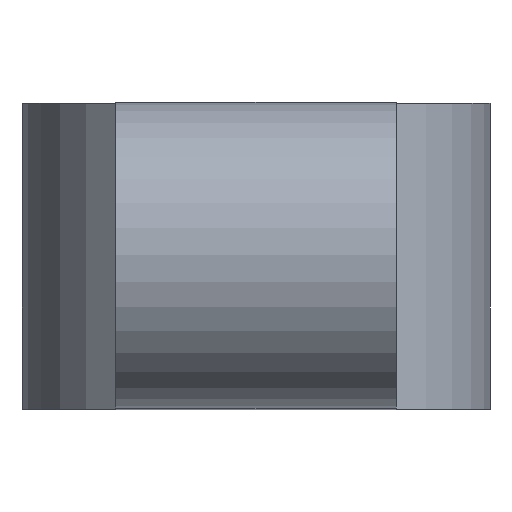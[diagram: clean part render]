
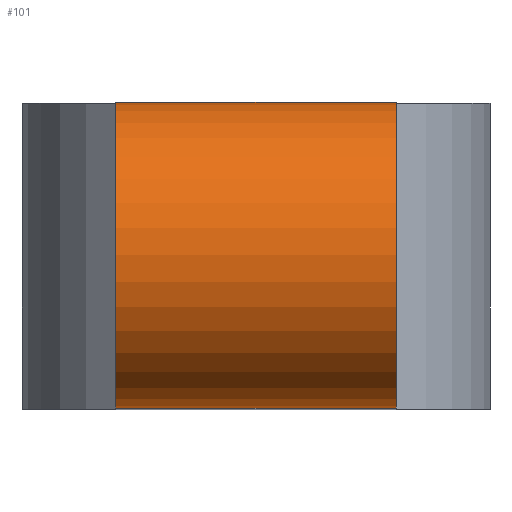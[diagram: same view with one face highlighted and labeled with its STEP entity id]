
A CAD part, top view. The second image highlights one B-rep face of the part: STEP entity #101.
In plain terms, the highlighted cylindrical face has radius 30 mm (diameter 60 mm), a partial arc.
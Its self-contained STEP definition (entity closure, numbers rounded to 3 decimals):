
#23=FACE_OUTER_BOUND('',#29,.T.);
#29=EDGE_LOOP('',(#87,#88,#89,#90));
#33=CIRCLE('',#128,30.);
#34=CIRCLE('',#131,30.);
#38=LINE('',#177,#46);
#42=LINE('',#186,#50);
#46=VECTOR('',#146,10.);
#50=VECTOR('',#156,10.);
#55=VERTEX_POINT('',#174);
#56=VERTEX_POINT('',#176);
#57=VERTEX_POINT('',#180);
#58=VERTEX_POINT('',#184);
#64=EDGE_CURVE('',#55,#56,#38,.T.);
#67=EDGE_CURVE('',#57,#55,#33,.T.);
#69=EDGE_CURVE('',#57,#58,#42,.T.);
#70=EDGE_CURVE('',#56,#58,#34,.T.);
#87=ORIENTED_EDGE('',*,*,#69,.T.);
#88=ORIENTED_EDGE('',*,*,#70,.F.);
#89=ORIENTED_EDGE('',*,*,#64,.F.);
#90=ORIENTED_EDGE('',*,*,#67,.F.);
#96=CYLINDRICAL_SURFACE('',#130,30.);
#101=ADVANCED_FACE('',(#23),#96,.T.);
#128=AXIS2_PLACEMENT_3D('',#182,#151,#152);
#130=AXIS2_PLACEMENT_3D('',#187,#157,#158);
#131=AXIS2_PLACEMENT_3D('',#188,#159,#160);
#146=DIRECTION('',(1.,0.,0.));
#151=DIRECTION('center_axis',(-1.,0.,0.));
#152=DIRECTION('ref_axis',(0.,1.,0.));
#156=DIRECTION('',(1.,0.,0.));
#157=DIRECTION('center_axis',(1.,0.,0.));
#158=DIRECTION('ref_axis',(0.,1.,0.));
#159=DIRECTION('center_axis',(1.,0.,0.));
#160=DIRECTION('ref_axis',(0.,1.,0.));
#174=CARTESIAN_POINT('',(-27.5,30.,0.));
#176=CARTESIAN_POINT('',(27.5,30.,0.));
#177=CARTESIAN_POINT('',(0.,30.,0.));
#180=CARTESIAN_POINT('',(-27.5,-30.,0.));
#182=CARTESIAN_POINT('Origin',(-27.5,0.,0.));
#184=CARTESIAN_POINT('',(27.5,-30.,0.));
#186=CARTESIAN_POINT('',(0.,-30.,0.));
#187=CARTESIAN_POINT('Origin',(0.,0.,0.));
#188=CARTESIAN_POINT('Origin',(27.5,0.,0.));
